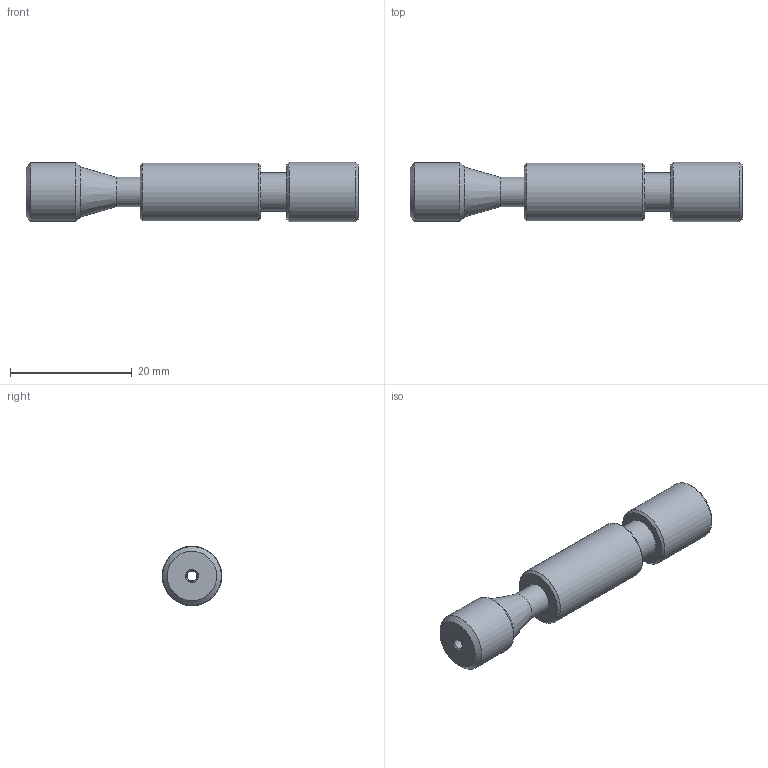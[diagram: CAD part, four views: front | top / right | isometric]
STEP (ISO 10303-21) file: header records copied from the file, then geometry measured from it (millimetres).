
FILE_DESCRIPTION((''),'2;1');
FILE_NAME('305085-CZUPK Low pressure union.stp','2013-08-21T11:46:00',('Franzp'),(''),'Autodesk Inventor 2013','Autodesk Inventor 2013','');
FILE_SCHEMA(('AUTOMOTIVE_DESIGN { 1 0 10303 214 1 1 1 1 }'));
Length unit declared in the file: millimetre
Products named in the file (1): 305085_Shrinkwrap_1
Bounding box: 54.54 x 9.78 x 9.78 mm (x, y, z)
Surface area: 2106.7 mm2 (no closed solid volume)
Topology: 0 solids, 3 shells, 23 faces, 45 edges, 27 vertices
Faces by surface type: cone 11, cylinder 7, plane 5
Full cylindrical faces by diameter (mm): 1.65 x1, 1.77 x1, 4.826 x1, 6.35 x1, 9.525 x1, 9.652 x1, 9.78 x1
Entity records: 580 total; most frequent: DIRECTION 100, CARTESIAN_POINT 76, AXIS2_PLACEMENT_3D 50, ORIENTED_EDGE 46, EDGE_LOOP 46, VERTEX_POINT 26, CIRCLE 26, EDGE_CURVE 26
